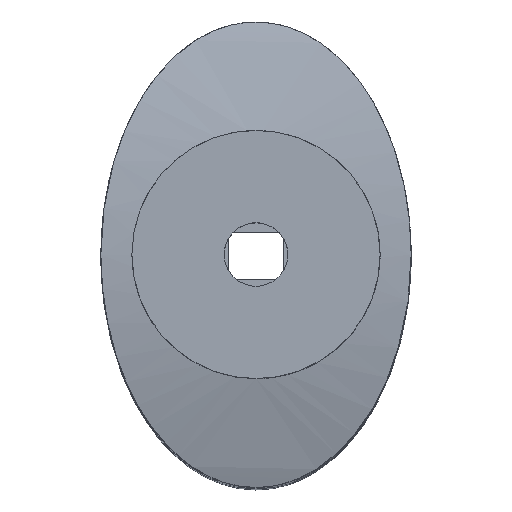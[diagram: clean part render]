
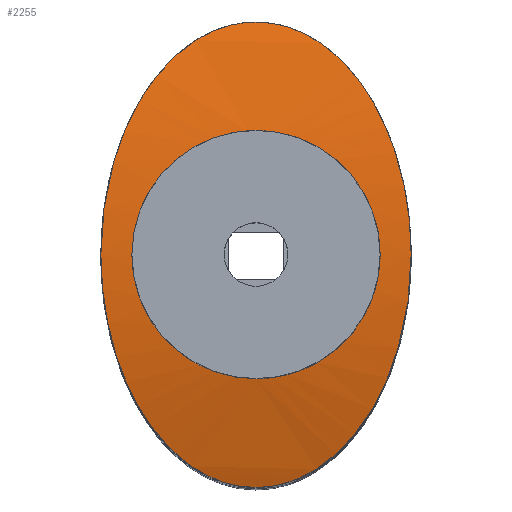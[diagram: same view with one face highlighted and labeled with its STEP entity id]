
A CAD part, top view. The second image highlights one B-rep face of the part: STEP entity #2255.
In plain terms, the highlighted cylindrical face has radius 47 mm (diameter 94 mm), a partial arc.
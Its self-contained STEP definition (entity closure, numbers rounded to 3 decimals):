
#627=FACE_BOUND('',#896,.T.);
#743=FACE_OUTER_BOUND('',#895,.T.);
#895=EDGE_LOOP('',(#2085,#2086,#2087,#2088));
#896=EDGE_LOOP('',(#2089,#2090));
#938=B_SPLINE_CURVE_WITH_KNOTS('',3,(#4178,#4179,#4180,#4181,#4182,#4183,
#4184,#4185,#4186,#4187),.UNSPECIFIED.,.F.,.F.,(4,2,2,2,4),(0.,0.302,
0.604,0.906,1.208),.UNSPECIFIED.);
#939=B_SPLINE_CURVE_WITH_KNOTS('',3,(#4188,#4189,#4190,#4191,#4192,#4193,
#4194,#4195,#4196,#4197,#4198,#4199,#4200,#4201,#4202,#4203,#4204,#4205,
#4206,#4207,#4208,#4209,#4210,#4211,#4212,#4213),.UNSPECIFIED.,.F.,.F.,
(4,2,2,2,2,2,2,2,2,2,2,2,4),(1.208,1.51,1.812,
2.114,2.416,2.718,3.02,3.322,
3.624,3.926,4.228,4.53,4.832),
 .UNSPECIFIED.);
#940=B_SPLINE_CURVE_WITH_KNOTS('',3,(#4268,#4269,#4270,#4271,#4272,#4273,
#4274,#4275,#4276,#4277,#4278,#4279),.UNSPECIFIED.,.F.,.F.,(4,2,2,2,2,4),
(3.849,4.038,4.226,4.604,5.189,
5.773),.UNSPECIFIED.);
#941=B_SPLINE_CURVE_WITH_KNOTS('',3,(#4281,#4282,#4283,#4284,#4285,#4286,
#4287,#4288,#4289,#4290,#4291,#4292),.UNSPECIFIED.,.F.,.F.,(4,2,2,2,2,4),
(1.924,2.509,3.093,3.471,3.66,
3.849),.UNSPECIFIED.);
#942=B_SPLINE_CURVE_WITH_KNOTS('',3,(#4294,#4295,#4296,#4297,#4298,#4299,
#4300,#4301,#4302,#4303,#4304,#4305),.UNSPECIFIED.,.F.,.F.,(4,2,2,2,2,4),
(0.,0.189,0.378,0.755,1.34,
1.924),.UNSPECIFIED.);
#943=B_SPLINE_CURVE_WITH_KNOTS('',3,(#4306,#4307,#4308,#4309,#4310,#4311,
#4312,#4313,#4314,#4315,#4316,#4317),.UNSPECIFIED.,.F.,.F.,(4,2,2,2,2,4),
(-1.924,-1.34,-0.755,-0.378,
-0.189,0.),.UNSPECIFIED.);
#1133=VERTEX_POINT('',#4175);
#1134=VERTEX_POINT('',#4177);
#1151=VERTEX_POINT('',#4266);
#1152=VERTEX_POINT('',#4267);
#1153=VERTEX_POINT('',#4280);
#1154=VERTEX_POINT('',#4293);
#1441=EDGE_CURVE('',#1134,#1133,#938,.T.);
#1442=EDGE_CURVE('',#1133,#1134,#939,.T.);
#1467=EDGE_CURVE('',#1151,#1152,#940,.T.);
#1468=EDGE_CURVE('',#1153,#1151,#941,.T.);
#1469=EDGE_CURVE('',#1154,#1153,#942,.T.);
#1470=EDGE_CURVE('',#1152,#1154,#943,.T.);
#2085=ORIENTED_EDGE('',*,*,#1467,.F.);
#2086=ORIENTED_EDGE('',*,*,#1468,.F.);
#2087=ORIENTED_EDGE('',*,*,#1469,.F.);
#2088=ORIENTED_EDGE('',*,*,#1470,.F.);
#2089=ORIENTED_EDGE('',*,*,#1441,.T.);
#2090=ORIENTED_EDGE('',*,*,#1442,.T.);
#2139=CYLINDRICAL_SURFACE('',#2443,47.);
#2255=ADVANCED_FACE('',(#743,#627),#2139,.T.);
#2443=AXIS2_PLACEMENT_3D('',#4265,#2986,#2987);
#2986=DIRECTION('center_axis',(1.,0.,0.));
#2987=DIRECTION('ref_axis',(0.,0.,1.));
#4175=CARTESIAN_POINT('',(-8.,0.,55.5));
#4177=CARTESIAN_POINT('',(0.,-8.,54.814));
#4178=CARTESIAN_POINT('Ctrl Pts',(0.,-8.,
54.814));
#4179=CARTESIAN_POINT('Ctrl Pts',(-1.007,-8.,54.814));
#4180=CARTESIAN_POINT('Ctrl Pts',(-2.079,-7.798,54.85));
#4181=CARTESIAN_POINT('Ctrl Pts',(-4.049,-6.981,54.98));
#4182=CARTESIAN_POINT('Ctrl Pts',(-4.948,-6.366,55.072));
#4183=CARTESIAN_POINT('Ctrl Pts',(-6.366,-4.948,55.244));
#4184=CARTESIAN_POINT('Ctrl Pts',(-6.981,-4.049,55.336));
#4185=CARTESIAN_POINT('Ctrl Pts',(-7.798,-2.079,55.464));
#4186=CARTESIAN_POINT('Ctrl Pts',(-8.,-1.007,55.5));
#4187=CARTESIAN_POINT('Ctrl Pts',(-8.,0.,
55.5));
#4188=CARTESIAN_POINT('Ctrl Pts',(-8.,0.,
55.5));
#4189=CARTESIAN_POINT('Ctrl Pts',(-8.,1.007,55.5));
#4190=CARTESIAN_POINT('Ctrl Pts',(-7.798,2.079,55.464));
#4191=CARTESIAN_POINT('Ctrl Pts',(-6.981,4.049,55.336));
#4192=CARTESIAN_POINT('Ctrl Pts',(-6.366,4.948,55.244));
#4193=CARTESIAN_POINT('Ctrl Pts',(-4.948,6.366,55.072));
#4194=CARTESIAN_POINT('Ctrl Pts',(-4.049,6.981,54.98));
#4195=CARTESIAN_POINT('Ctrl Pts',(-2.079,7.798,54.85));
#4196=CARTESIAN_POINT('Ctrl Pts',(-1.007,8.,54.814));
#4197=CARTESIAN_POINT('Ctrl Pts',(1.007,8.,54.814));
#4198=CARTESIAN_POINT('Ctrl Pts',(2.079,7.798,54.85));
#4199=CARTESIAN_POINT('Ctrl Pts',(4.049,6.981,54.98));
#4200=CARTESIAN_POINT('Ctrl Pts',(4.948,6.366,55.072));
#4201=CARTESIAN_POINT('Ctrl Pts',(6.366,4.948,55.244));
#4202=CARTESIAN_POINT('Ctrl Pts',(6.981,4.049,55.336));
#4203=CARTESIAN_POINT('Ctrl Pts',(7.798,2.079,55.464));
#4204=CARTESIAN_POINT('Ctrl Pts',(8.,1.007,55.5));
#4205=CARTESIAN_POINT('Ctrl Pts',(8.,-1.007,55.5));
#4206=CARTESIAN_POINT('Ctrl Pts',(7.798,-2.079,55.464));
#4207=CARTESIAN_POINT('Ctrl Pts',(6.981,-4.049,55.336));
#4208=CARTESIAN_POINT('Ctrl Pts',(6.366,-4.948,55.244));
#4209=CARTESIAN_POINT('Ctrl Pts',(4.948,-6.366,55.072));
#4210=CARTESIAN_POINT('Ctrl Pts',(4.049,-6.981,54.98));
#4211=CARTESIAN_POINT('Ctrl Pts',(2.079,-7.798,54.85));
#4212=CARTESIAN_POINT('Ctrl Pts',(1.007,-8.,54.814));
#4213=CARTESIAN_POINT('Ctrl Pts',(0.,-8.,
54.814));
#4265=CARTESIAN_POINT('Origin',(0.,0.,8.5));
#4266=CARTESIAN_POINT('',(0.,-15.,53.042));
#4267=CARTESIAN_POINT('',(-10.,0.,55.5));
#4268=CARTESIAN_POINT('Ctrl Pts',(0.,-15.,
53.042));
#4269=CARTESIAN_POINT('Ctrl Pts',(-0.629,-15.,
53.042));
#4270=CARTESIAN_POINT('Ctrl Pts',(-1.263,-14.91,53.073));
#4271=CARTESIAN_POINT('Ctrl Pts',(-2.492,-14.557,53.189));
#4272=CARTESIAN_POINT('Ctrl Pts',(-3.088,-14.295,53.275));
#4273=CARTESIAN_POINT('Ctrl Pts',(-4.768,-13.308,53.582));
#4274=CARTESIAN_POINT('Ctrl Pts',(-5.741,-12.373,53.853));
#4275=CARTESIAN_POINT('Ctrl Pts',(-7.676,-9.891,54.474));
#4276=CARTESIAN_POINT('Ctrl Pts',(-8.571,-8.025,54.853));
#4277=CARTESIAN_POINT('Ctrl Pts',(-9.736,-4.055,55.368));
#4278=CARTESIAN_POINT('Ctrl Pts',(-10.,-1.948,55.5));
#4279=CARTESIAN_POINT('Ctrl Pts',(-10.,0.,
55.5));
#4280=CARTESIAN_POINT('',(10.,0.,55.5));
#4281=CARTESIAN_POINT('Ctrl Pts',(10.,0.,
55.5));
#4282=CARTESIAN_POINT('Ctrl Pts',(10.,-1.948,55.5));
#4283=CARTESIAN_POINT('Ctrl Pts',(9.736,-4.055,55.368));
#4284=CARTESIAN_POINT('Ctrl Pts',(8.571,-8.025,54.853));
#4285=CARTESIAN_POINT('Ctrl Pts',(7.676,-9.891,54.474));
#4286=CARTESIAN_POINT('Ctrl Pts',(5.741,-12.373,53.853));
#4287=CARTESIAN_POINT('Ctrl Pts',(4.768,-13.308,53.582));
#4288=CARTESIAN_POINT('Ctrl Pts',(3.088,-14.295,53.275));
#4289=CARTESIAN_POINT('Ctrl Pts',(2.492,-14.557,53.189));
#4290=CARTESIAN_POINT('Ctrl Pts',(1.263,-14.91,53.073));
#4291=CARTESIAN_POINT('Ctrl Pts',(0.629,-15.,53.042));
#4292=CARTESIAN_POINT('Ctrl Pts',(0.,-15.,
53.042));
#4293=CARTESIAN_POINT('',(0.,15.,53.042));
#4294=CARTESIAN_POINT('Ctrl Pts',(0.,15.,
53.042));
#4295=CARTESIAN_POINT('Ctrl Pts',(0.629,15.,53.042));
#4296=CARTESIAN_POINT('Ctrl Pts',(1.263,14.91,53.073));
#4297=CARTESIAN_POINT('Ctrl Pts',(2.492,14.557,53.189));
#4298=CARTESIAN_POINT('Ctrl Pts',(3.088,14.295,53.275));
#4299=CARTESIAN_POINT('Ctrl Pts',(4.768,13.308,53.582));
#4300=CARTESIAN_POINT('Ctrl Pts',(5.741,12.373,53.853));
#4301=CARTESIAN_POINT('Ctrl Pts',(7.676,9.891,54.474));
#4302=CARTESIAN_POINT('Ctrl Pts',(8.571,8.025,54.853));
#4303=CARTESIAN_POINT('Ctrl Pts',(9.736,4.055,55.368));
#4304=CARTESIAN_POINT('Ctrl Pts',(10.,1.948,55.5));
#4305=CARTESIAN_POINT('Ctrl Pts',(10.,0.,
55.5));
#4306=CARTESIAN_POINT('Ctrl Pts',(-10.,0.,
55.5));
#4307=CARTESIAN_POINT('Ctrl Pts',(-10.,1.948,55.5));
#4308=CARTESIAN_POINT('Ctrl Pts',(-9.736,4.055,55.368));
#4309=CARTESIAN_POINT('Ctrl Pts',(-8.571,8.025,54.853));
#4310=CARTESIAN_POINT('Ctrl Pts',(-7.676,9.891,54.474));
#4311=CARTESIAN_POINT('Ctrl Pts',(-5.741,12.373,53.853));
#4312=CARTESIAN_POINT('Ctrl Pts',(-4.768,13.308,53.582));
#4313=CARTESIAN_POINT('Ctrl Pts',(-3.088,14.295,53.275));
#4314=CARTESIAN_POINT('Ctrl Pts',(-2.492,14.557,53.189));
#4315=CARTESIAN_POINT('Ctrl Pts',(-1.263,14.91,53.073));
#4316=CARTESIAN_POINT('Ctrl Pts',(-0.629,15.,53.042));
#4317=CARTESIAN_POINT('Ctrl Pts',(0.,15.,
53.042));
